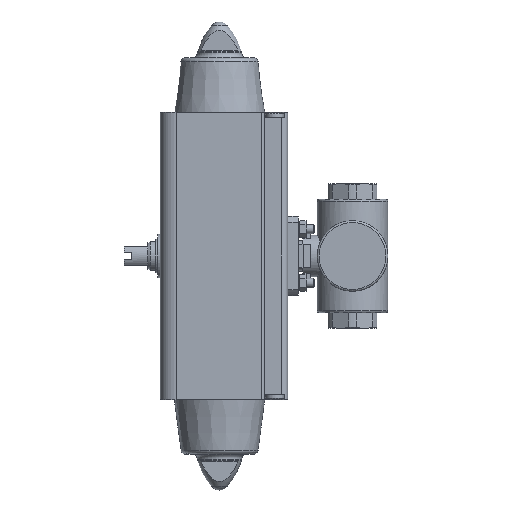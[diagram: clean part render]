
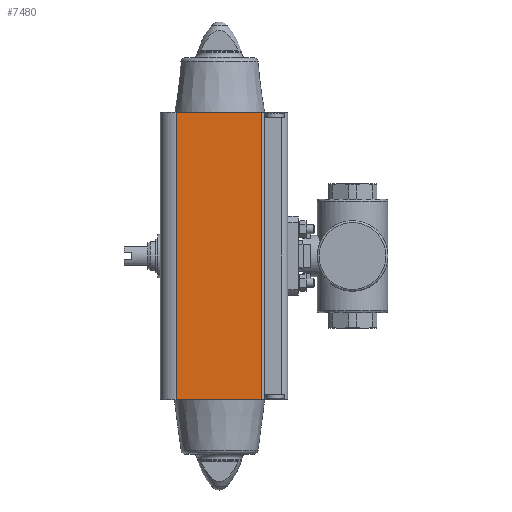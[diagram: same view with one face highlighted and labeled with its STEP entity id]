
A CAD part, left-side view. The second image highlights one B-rep face of the part: STEP entity #7480.
In plain terms, the highlighted planar face has unit normal (-1, 0, 0).
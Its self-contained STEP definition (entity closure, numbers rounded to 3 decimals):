
#1817=ORIENTED_EDGE('',*,*,#3349,.T.);
#1818=ORIENTED_EDGE('',*,*,#3388,.F.);
#1819=ORIENTED_EDGE('',*,*,#3374,.F.);
#1820=ORIENTED_EDGE('',*,*,#3389,.T.);
#3349=EDGE_CURVE('',#4225,#4224,#4887,.T.);
#3374=EDGE_CURVE('',#4243,#4244,#4901,.T.);
#3388=EDGE_CURVE('',#4244,#4224,#4902,.T.);
#3389=EDGE_CURVE('',#4243,#4225,#4903,.T.);
#4224=VERTEX_POINT('',#12178);
#4225=VERTEX_POINT('',#12180);
#4243=VERTEX_POINT('',#12226);
#4244=VERTEX_POINT('',#12228);
#4887=LINE('',#12179,#5485);
#4901=LINE('',#12227,#5499);
#4902=LINE('',#12313,#5500);
#4903=LINE('',#12314,#5501);
#5485=VECTOR('',#9694,1000.);
#5499=VECTOR('',#9738,1000.);
#5500=VECTOR('',#9763,1000.);
#5501=VECTOR('',#9764,1000.);
#6030=EDGE_LOOP('',(#1817,#1818,#1819,#1820));
#6653=FACE_BOUND('',#6030,.T.);
#7142=PLANE('',#8221);
#7480=ADVANCED_FACE('',(#6653),#7142,.F.);
#8221=AXIS2_PLACEMENT_3D('',#12312,#9761,#9762);
#9694=DIRECTION('',(0.,-1.,0.));
#9738=DIRECTION('',(0.,-1.,0.));
#9761=DIRECTION('',(1.,0.,0.));
#9762=DIRECTION('',(0.,0.,-1.));
#9763=DIRECTION('',(0.,0.,-1.));
#9764=DIRECTION('',(0.,0.,-1.));
#12178=CARTESIAN_POINT('',(-32.7,-23.516,-79.6));
#12179=CARTESIAN_POINT('',(-32.7,23.9,-79.6));
#12180=CARTESIAN_POINT('',(-32.7,23.9,-79.6));
#12226=CARTESIAN_POINT('',(-32.7,23.9,79.6));
#12227=CARTESIAN_POINT('',(-32.7,23.9,79.6));
#12228=CARTESIAN_POINT('',(-32.7,-23.516,79.6));
#12312=CARTESIAN_POINT('',(-32.7,23.9,79.6));
#12313=CARTESIAN_POINT('',(-32.7,-23.516,79.6));
#12314=CARTESIAN_POINT('',(-32.7,23.9,79.6));
